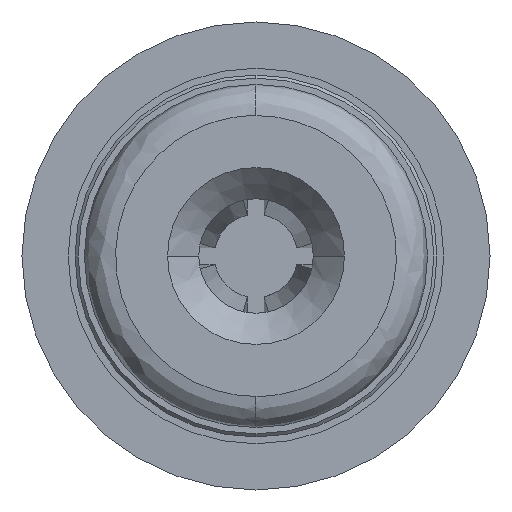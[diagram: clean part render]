
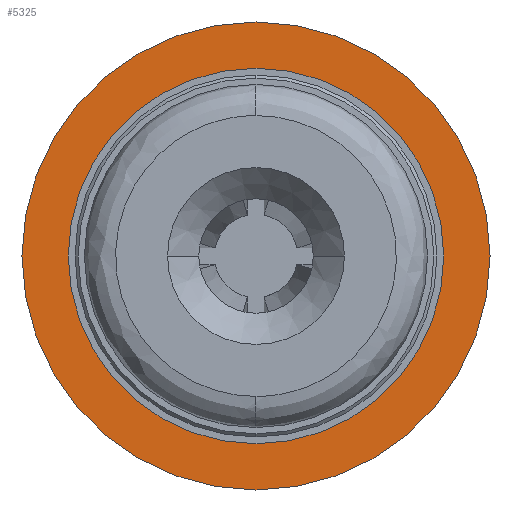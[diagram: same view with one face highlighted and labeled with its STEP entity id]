
A CAD part, left-side view. The second image highlights one B-rep face of the part: STEP entity #5325.
In plain terms, the highlighted planar face has unit normal (-1, 0, 0).
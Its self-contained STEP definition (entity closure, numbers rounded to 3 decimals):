
#8 = DIRECTION ( 'NONE',  ( 0., 0., 1. ) ) ;
#14 = DIRECTION ( 'NONE',  ( 0., 0., 1. ) ) ;
#135 = VERTEX_POINT ( 'NONE', #714 ) ;
#141 = DIRECTION ( 'NONE',  ( 1., 0., 0. ) ) ;
#597 = VERTEX_POINT ( 'NONE', #1389 ) ;
#714 = CARTESIAN_POINT ( 'NONE',  ( -6.365, 0., 1.805 ) ) ;
#815 = CIRCLE ( 'NONE', #4991, 2.25 ) ;
#874 = ORIENTED_EDGE ( 'NONE', *, *, #4523, .F. ) ;
#911 = CARTESIAN_POINT ( 'NONE',  ( -6.365, 0., 0. ) ) ;
#1064 = FACE_BOUND ( 'NONE', #1481, .T. ) ;
#1134 = DIRECTION ( 'NONE',  ( 0., 0., 1. ) ) ;
#1303 = CARTESIAN_POINT ( 'NONE',  ( -6.365, 0., 2.25 ) ) ;
#1361 = DIRECTION ( 'NONE',  ( 0., 0., 1. ) ) ;
#1389 = CARTESIAN_POINT ( 'NONE',  ( -6.365, 0., -1.805 ) ) ;
#1481 = EDGE_LOOP ( 'NONE', ( #4130, #4781 ) ) ;
#1627 = AXIS2_PLACEMENT_3D ( 'NONE', #911, #4032, #1361 ) ;
#2368 = EDGE_CURVE ( 'NONE', #135, #597, #2922, .T. ) ;
#2633 = DIRECTION ( 'NONE',  ( 1., 0., 0. ) ) ;
#2637 = DIRECTION ( 'NONE',  ( 1., 0., 0. ) ) ;
#2778 = CARTESIAN_POINT ( 'NONE',  ( -6.365, 0., 0. ) ) ;
#2922 = CIRCLE ( 'NONE', #4308, 1.805 ) ;
#3036 = CIRCLE ( 'NONE', #1627, 2.25 ) ;
#3042 = CIRCLE ( 'NONE', #4640, 1.805 ) ;
#3229 = DIRECTION ( 'NONE',  ( 0., 0., 1. ) ) ;
#3437 = FACE_OUTER_BOUND ( 'NONE', #5736, .T. ) ;
#3811 = DIRECTION ( 'NONE',  ( -1., 0., 0. ) ) ;
#3905 = EDGE_CURVE ( 'NONE', #597, #135, #3042, .T. ) ;
#4032 = DIRECTION ( 'NONE',  ( 1., 0., 0. ) ) ;
#4072 = ORIENTED_EDGE ( 'NONE', *, *, #4474, .F. ) ;
#4079 = AXIS2_PLACEMENT_3D ( 'NONE', #5519, #3811, #1134 ) ;
#4130 = ORIENTED_EDGE ( 'NONE', *, *, #2368, .T. ) ;
#4308 = AXIS2_PLACEMENT_3D ( 'NONE', #2778, #141, #3229 ) ;
#4370 = CARTESIAN_POINT ( 'NONE',  ( -6.365, 0., -2.25 ) ) ;
#4417 = VERTEX_POINT ( 'NONE', #4370 ) ;
#4474 = EDGE_CURVE ( 'NONE', #4417, #5083, #815, .T. ) ;
#4523 = EDGE_CURVE ( 'NONE', #5083, #4417, #3036, .T. ) ;
#4640 = AXIS2_PLACEMENT_3D ( 'NONE', #5299, #2637, #14 ) ;
#4659 = PLANE ( 'NONE',  #4079 ) ;
#4781 = ORIENTED_EDGE ( 'NONE', *, *, #3905, .T. ) ;
#4991 = AXIS2_PLACEMENT_3D ( 'NONE', #5288, #2633, #8 ) ;
#5083 = VERTEX_POINT ( 'NONE', #1303 ) ;
#5288 = CARTESIAN_POINT ( 'NONE',  ( -6.365, 0., 0. ) ) ;
#5299 = CARTESIAN_POINT ( 'NONE',  ( -6.365, 0., 0. ) ) ;
#5325 = ADVANCED_FACE ( 'NONE', ( #1064, #3437 ), #4659, .T. ) ;
#5519 = CARTESIAN_POINT ( 'NONE',  ( -6.365, 0., 0. ) ) ;
#5736 = EDGE_LOOP ( 'NONE', ( #874, #4072 ) ) ;
